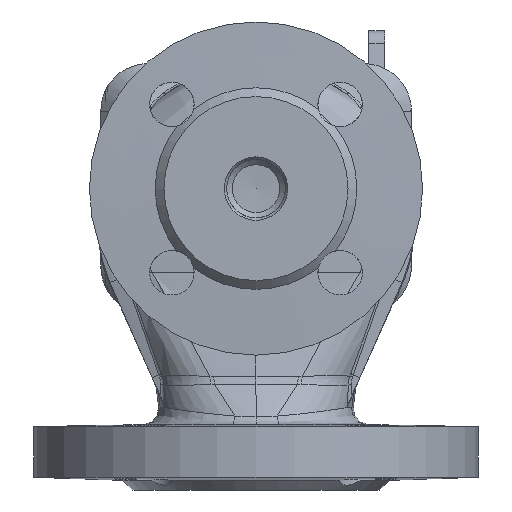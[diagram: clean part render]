
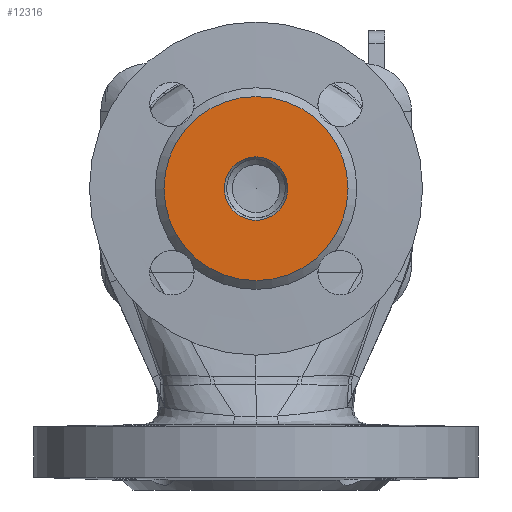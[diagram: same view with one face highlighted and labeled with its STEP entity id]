
A CAD part, front view. The second image highlights one B-rep face of the part: STEP entity #12316.
In plain terms, the highlighted planar face has unit normal (0, -1, 0).
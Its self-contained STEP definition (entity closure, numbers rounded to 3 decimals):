
#184=FACE_BOUND('',#2416,.T.);
#388=PLANE('',#13270);
#669=CIRCLE('',#13269,10.);
#670=CIRCLE('',#13271,29.);
#1594=FACE_OUTER_BOUND('',#2415,.T.);
#2415=EDGE_LOOP('',(#8803));
#2416=EDGE_LOOP('',(#8804));
#5225=VERTEX_POINT('',#33038);
#5226=VERTEX_POINT('',#33042);
#6538=EDGE_CURVE('',#5225,#5225,#669,.T.);
#6539=EDGE_CURVE('',#5226,#5226,#670,.T.);
#8803=ORIENTED_EDGE('',*,*,#6539,.T.);
#8804=ORIENTED_EDGE('',*,*,#6538,.T.);
#12316=ADVANCED_FACE('',(#1594,#184),#388,.T.);
#13269=AXIS2_PLACEMENT_3D('',#33040,#14686,#14687);
#13270=AXIS2_PLACEMENT_3D('',#33041,#14688,#14689);
#13271=AXIS2_PLACEMENT_3D('',#33043,#14690,#14691);
#14686=DIRECTION('center_axis',(0.,1.,0.));
#14687=DIRECTION('ref_axis',(0.,0.,-1.));
#14688=DIRECTION('center_axis',(0.,-1.,0.));
#14689=DIRECTION('ref_axis',(0.,0.,1.));
#14690=DIRECTION('center_axis',(0.,-1.,0.));
#14691=DIRECTION('ref_axis',(0.,0.,-1.));
#33038=CARTESIAN_POINT('',(0.,-85.,-10.));
#33040=CARTESIAN_POINT('Origin',(0.,-85.,0.));
#33041=CARTESIAN_POINT('Origin',(0.,-85.,0.));
#33042=CARTESIAN_POINT('',(0.,-85.,29.));
#33043=CARTESIAN_POINT('Origin',(0.,-85.,0.));
